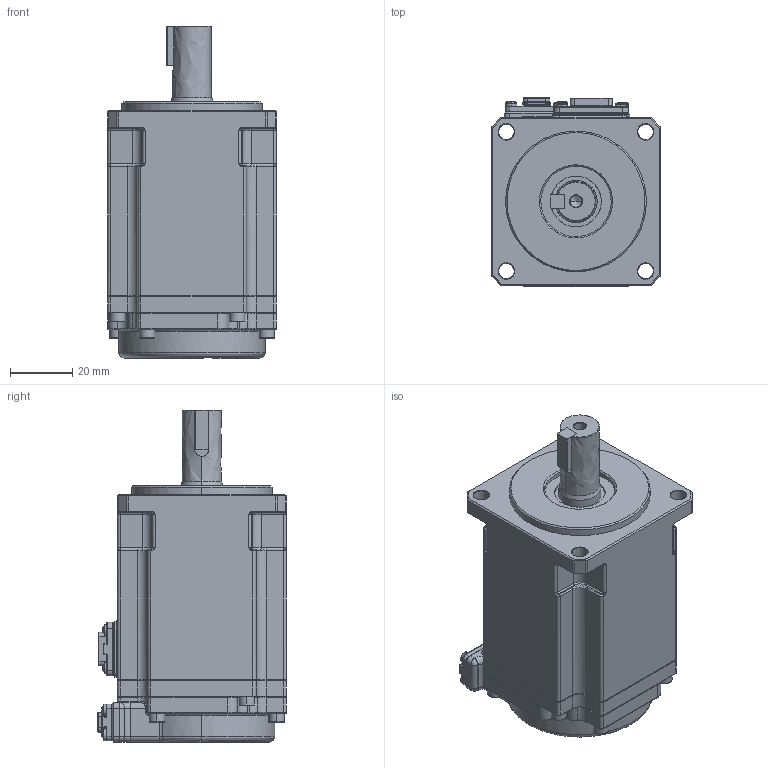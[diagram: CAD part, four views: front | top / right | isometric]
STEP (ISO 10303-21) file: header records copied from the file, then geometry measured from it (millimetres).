
FILE_DESCRIPTION(('FreeCAD Model'),'2;1');
FILE_NAME('Open CASCADE Shape Model','2025-04-25T19:24:29',('FreeCAD'),( 'FreeCAD'),'Open CASCADE STEP processor 7.6','FreeCAD','Unknown');
FILE_SCHEMA(('AUTOMOTIVE_DESIGN { 1 0 10303 214 1 1 1 1 }'));
Products named in the file (1): Open CASCADE STEP translator 7.6 1
Bounding box: 54.39 x 60.74 x 106.97 mm (x, y, z)
Volume: 209620.6 mm3; surface area: 39258.9 mm2
Topology: 23 solids, 23 shells, 1580 faces, 3638 edges, 2054 vertices
Faces by surface type: bspline 1580
Entity records: 45084 total; most frequent: CARTESIAN_POINT 25161, ORIENTED_EDGE 7068, EDGE_CURVE 3534, VERTEX_POINT 2054, B_SPLINE_CURVE_WITH_KNOTS 1732, FACE_BOUND 1682, EDGE_LOOP 1682, ADVANCED_FACE 1580
